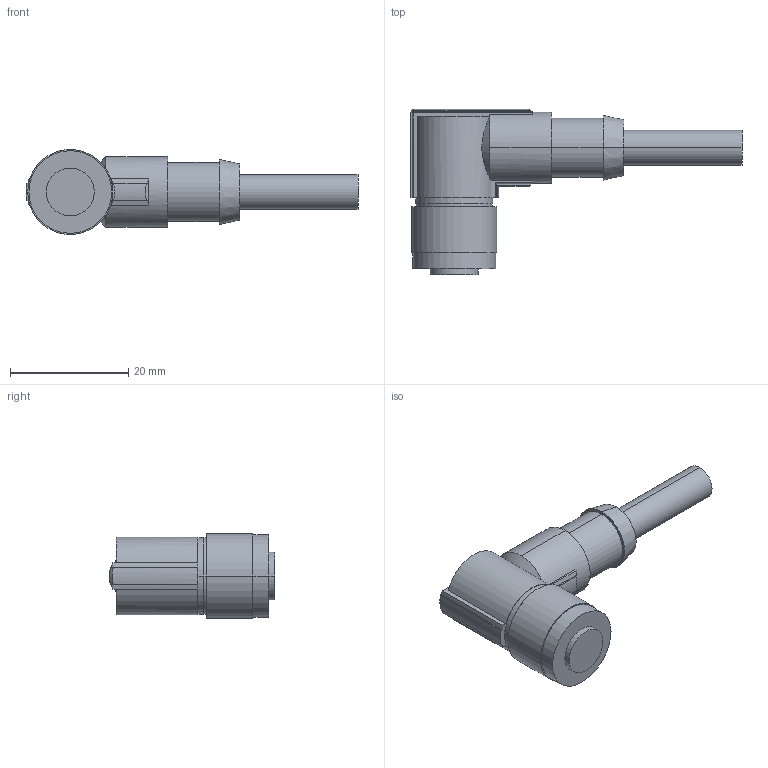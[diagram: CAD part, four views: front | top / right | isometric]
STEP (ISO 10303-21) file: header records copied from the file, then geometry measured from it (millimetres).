
FILE_DESCRIPTION (( 'STEP AP214' ), '1' );
FILE_NAME ('PCA-1564943.STEP', '2010-04-06T06:14:34', ( 'sonic' ), ( 'sonic' ), 'SwSTEP 2.0', 'SolidWorks 2009', '' );
FILE_SCHEMA (( 'AUTOMOTIVE_DESIGN' ));
Length unit declared in the file: millimetre
Products named in the file (1): PCA-1564943
Bounding box: 56.25 x 28 x 14.4 mm (x, y, z)
Volume: 6685.7 mm3; surface area: 2753.1 mm2
Topology: 1 solids, 1 shells, 73 faces, 188 edges, 125 vertices
Faces by surface type: cylinder 33, plane 32, cone 7, bspline 1
Entity records: 2333 total; most frequent: CARTESIAN_POINT 571, ORIENTED_EDGE 376, DIRECTION 348, EDGE_CURVE 188, AXIS2_PLACEMENT_3D 128, VERTEX_POINT 125, VECTOR 92, LINE 92
